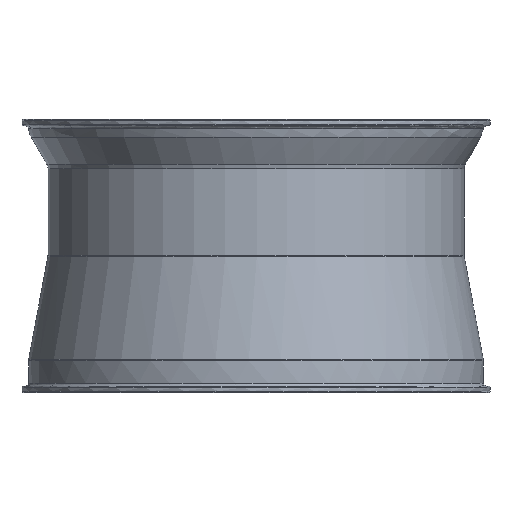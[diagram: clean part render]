
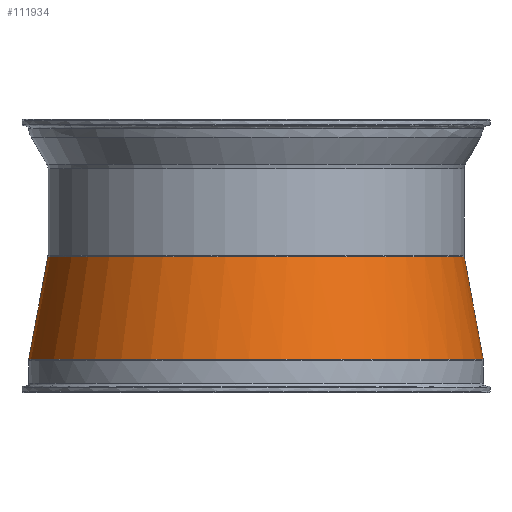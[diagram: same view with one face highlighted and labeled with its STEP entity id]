
A CAD part, left-side view. The second image highlights one B-rep face of the part: STEP entity #111934.
In plain terms, the highlighted free-form (B-spline) face has degree [2, 1] with [7, 2] control points.
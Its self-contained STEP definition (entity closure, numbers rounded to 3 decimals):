
#111883 = EDGE_CURVE('',#111884,#111884,#111886,.T.);
#111884 = VERTEX_POINT('',#111885);
#111885 = CARTESIAN_POINT('',(0.,303.225,-137.531));
#111886 = ( BOUNDED_CURVE() B_SPLINE_CURVE(2,(#111887,#111888,#111889,
    #111890,#111891,#111892,#111893),.UNSPECIFIED.,.T.,.F.) 
B_SPLINE_CURVE_WITH_KNOTS((1,2,2,2,2,1),(-2.094,0.,
    2.094,4.189,6.283,8.378),
.UNSPECIFIED.) CURVE() GEOMETRIC_REPRESENTATION_ITEM() 
RATIONAL_B_SPLINE_CURVE((1.,0.5,1.,0.5,1.,0.5,1.)) REPRESENTATION_ITEM(
  '') );
#111887 = CARTESIAN_POINT('',(0.,303.225,-137.531));
#111888 = CARTESIAN_POINT('',(-525.2,303.225,
    -137.531));
#111889 = CARTESIAN_POINT('',(-262.6,-151.612,
    -137.531));
#111890 = CARTESIAN_POINT('',(0.,-606.449,
    -137.531));
#111891 = CARTESIAN_POINT('',(262.6,-151.612,
    -137.531));
#111892 = CARTESIAN_POINT('',(525.2,303.225,
    -137.531));
#111893 = CARTESIAN_POINT('',(0.,303.225,-137.531));
#111934 = ADVANCED_FACE('',(#111935),#111956,.T.);
#111935 = FACE_BOUND('',#111936,.T.);
#111936 = EDGE_LOOP('',(#111937,#111949,#111954,#111955));
#111937 = ORIENTED_EDGE('',*,*,#111938,.F.);
#111938 = EDGE_CURVE('',#111939,#111939,#111941,.T.);
#111939 = VERTEX_POINT('',#111940);
#111940 = CARTESIAN_POINT('',(0.,277.66,-1.188));
#111941 = ( BOUNDED_CURVE() B_SPLINE_CURVE(2,(#111942,#111943,#111944,
    #111945,#111946,#111947,#111948),.UNSPECIFIED.,.T.,.F.) 
B_SPLINE_CURVE_WITH_KNOTS((1,2,2,2,2,1),(-2.094,0.,
    2.094,4.189,6.283,8.378),
.UNSPECIFIED.) CURVE() GEOMETRIC_REPRESENTATION_ITEM() 
RATIONAL_B_SPLINE_CURVE((1.,0.5,1.,0.5,1.,0.5,1.)) REPRESENTATION_ITEM(
  '') );
#111942 = CARTESIAN_POINT('',(0.,277.66,-1.188));
#111943 = CARTESIAN_POINT('',(-480.922,277.66,
    -1.188));
#111944 = CARTESIAN_POINT('',(-240.461,-138.83,
    -1.188));
#111945 = CARTESIAN_POINT('',(0.,-555.321,
    -1.188));
#111946 = CARTESIAN_POINT('',(240.461,-138.83,
    -1.188));
#111947 = CARTESIAN_POINT('',(480.922,277.66,
    -1.188));
#111948 = CARTESIAN_POINT('',(0.,277.66,-1.188));
#111949 = ORIENTED_EDGE('',*,*,#111950,.T.);
#111950 = EDGE_CURVE('',#111939,#111884,#111951,.T.);
#111951 = B_SPLINE_CURVE_WITH_KNOTS('',1,(#111952,#111953),
  .UNSPECIFIED.,.F.,.F.,(2,2),(-50.8,50.8),.PIECEWISE_BEZIER_KNOTS.);
#111952 = CARTESIAN_POINT('',(0.,277.66,-1.188));
#111953 = CARTESIAN_POINT('',(0.,303.225,-137.531));
#111954 = ORIENTED_EDGE('',*,*,#111883,.T.);
#111955 = ORIENTED_EDGE('',*,*,#111950,.F.);
#111956 = ( BOUNDED_SURFACE() B_SPLINE_SURFACE(2,1,(
    (#111957,#111958)
    ,(#111959,#111960)
    ,(#111961,#111962)
    ,(#111963,#111964)
    ,(#111965,#111966)
    ,(#111967,#111968)
    ,(#111969,#111970
)),.UNSPECIFIED.,.T.,.F.,.F.) B_SPLINE_SURFACE_WITH_KNOTS((1,2,2,2,2,1),
  (2,2),(-2.094,0.,2.094,4.189,6.283,
    8.378),(-50.8,50.8),.UNSPECIFIED.) 
GEOMETRIC_REPRESENTATION_ITEM() RATIONAL_B_SPLINE_SURFACE((
    (1.,1.)
    ,(0.5,0.5)
    ,(1.,1.)
    ,(0.5,0.5)
    ,(1.,1.)
    ,(0.5,0.5)
,(1.,1.))) REPRESENTATION_ITEM('') SURFACE() );
#111957 = CARTESIAN_POINT('',(0.,277.66,-1.188));
#111958 = CARTESIAN_POINT('',(0.,303.225,-137.531));
#111959 = CARTESIAN_POINT('',(480.922,277.66,
    -1.188));
#111960 = CARTESIAN_POINT('',(525.2,303.225,
    -137.531));
#111961 = CARTESIAN_POINT('',(240.461,-138.83,
    -1.188));
#111962 = CARTESIAN_POINT('',(262.6,-151.612,
    -137.531));
#111963 = CARTESIAN_POINT('',(0.,-555.321,
    -1.188));
#111964 = CARTESIAN_POINT('',(0.,-606.449,
    -137.531));
#111965 = CARTESIAN_POINT('',(-240.461,-138.83,
    -1.188));
#111966 = CARTESIAN_POINT('',(-262.6,-151.612,
    -137.531));
#111967 = CARTESIAN_POINT('',(-480.922,277.66,
    -1.188));
#111968 = CARTESIAN_POINT('',(-525.2,303.225,
    -137.531));
#111969 = CARTESIAN_POINT('',(0.,277.66,-1.188));
#111970 = CARTESIAN_POINT('',(0.,303.225,-137.531));
